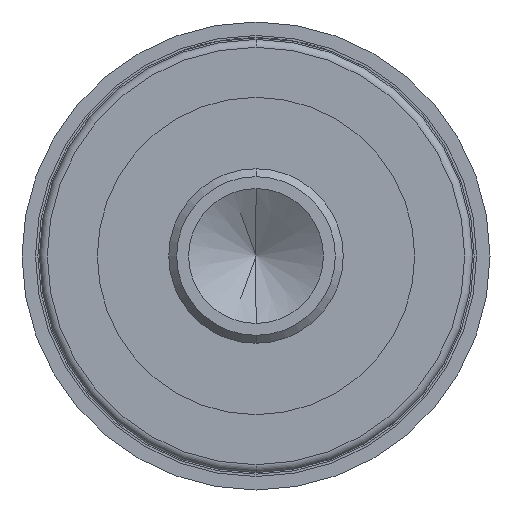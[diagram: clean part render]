
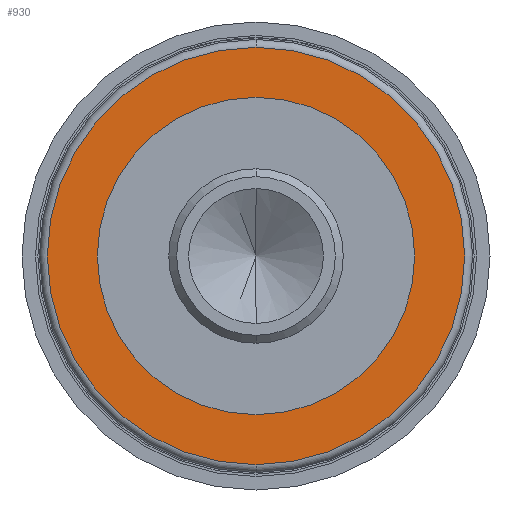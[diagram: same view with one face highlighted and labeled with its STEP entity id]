
A CAD part, front view. The second image highlights one B-rep face of the part: STEP entity #930.
In plain terms, the highlighted planar face has unit normal (0, -1, 0).
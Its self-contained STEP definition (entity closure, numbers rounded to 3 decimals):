
#18 = CIRCLE ( 'NONE', #666, 2.63 ) ;
#48 = FACE_BOUND ( 'NONE', #2142, .T. ) ;
#230 = ORIENTED_EDGE ( 'NONE', *, *, #879, .T. ) ;
#256 = FACE_OUTER_BOUND ( 'NONE', #2175, .T. ) ;
#477 = CARTESIAN_POINT ( 'NONE',  ( 0., 9., 0. ) ) ;
#624 = DIRECTION ( 'NONE',  ( 0., -1., 0. ) ) ;
#666 = AXIS2_PLACEMENT_3D ( 'NONE', #1656, #802, #1381 ) ;
#695 = ORIENTED_EDGE ( 'NONE', *, *, #2878, .T. ) ;
#726 = CIRCLE ( 'NONE', #2539, 2.63 ) ;
#775 = DIRECTION ( 'NONE',  ( 0., 0., -1. ) ) ;
#802 = DIRECTION ( 'NONE',  ( 0., -1., 0. ) ) ;
#833 = DIRECTION ( 'NONE',  ( 0., 0., -1. ) ) ;
#879 = EDGE_CURVE ( 'Defeature ausgef�hrt2_10+Defeature ausgef�hrt2_13+Defeature ausgef�hrt2_13+Defeature ausgef�hrt2_13', #1615, #1760, #726, .T. ) ;
#880 = DIRECTION ( 'NONE',  ( 0., 0., -1. ) ) ;
#930 = ADVANCED_FACE ( 'Defeature ausgef�hrt2_10', ( #256, #48 ), #3186, .T. ) ;
#1034 = VERTEX_POINT ( 'NONE', #3409 ) ;
#1072 = ORIENTED_EDGE ( 'NONE', *, *, #2219, .F. ) ;
#1381 = DIRECTION ( 'NONE',  ( 0., 0., -1. ) ) ;
#1425 = EDGE_CURVE ( 'Defeature ausgef�hrt2_14+Defeature ausgef�hrt2_10+Defeature ausgef�hrt2_10+Defeature ausgef�hrt2_10', #3289, #1034, #3016, .T. ) ;
#1471 = CARTESIAN_POINT ( 'NONE',  ( 0., 9., -2.63 ) ) ;
#1513 = AXIS2_PLACEMENT_3D ( 'NONE', #3463, #2884, #880 ) ;
#1556 = ORIENTED_EDGE ( 'NONE', *, *, #1425, .F. ) ;
#1615 = VERTEX_POINT ( 'NONE', #3091 ) ;
#1656 = CARTESIAN_POINT ( 'NONE',  ( 0., 9., 0. ) ) ;
#1697 = CARTESIAN_POINT ( 'NONE',  ( 0., 9., 0. ) ) ;
#1760 = VERTEX_POINT ( 'NONE', #1471 ) ;
#2142 = EDGE_LOOP ( 'NONE', ( #1072, #1556 ) ) ;
#2175 = EDGE_LOOP ( 'NONE', ( #695, #230 ) ) ;
#2219 = EDGE_CURVE ( 'Defeature ausgef�hrt2_14+Defeature ausgef�hrt2_10+Defeature ausgef�hrt2_10+Defeature ausgef�hrt2_10', #1034, #3289, #2775, .T. ) ;
#2317 = DIRECTION ( 'NONE',  ( 0., 0., -1. ) ) ;
#2356 = AXIS2_PLACEMENT_3D ( 'NONE', #1697, #2569, #2317 ) ;
#2538 = AXIS2_PLACEMENT_3D ( 'NONE', #3425, #624, #833 ) ;
#2539 = AXIS2_PLACEMENT_3D ( 'NONE', #477, #3355, #775 ) ;
#2569 = DIRECTION ( 'NONE',  ( 0., -1., 0. ) ) ;
#2775 = CIRCLE ( 'NONE', #2538, 2. ) ;
#2878 = EDGE_CURVE ( 'Defeature ausgef�hrt2_10+Defeature ausgef�hrt2_13+Defeature ausgef�hrt2_13+Defeature ausgef�hrt2_13', #1760, #1615, #18, .T. ) ;
#2884 = DIRECTION ( 'NONE',  ( 0., -1., 0. ) ) ;
#3016 = CIRCLE ( 'NONE', #2356, 2. ) ;
#3091 = CARTESIAN_POINT ( 'NONE',  ( 0., 9., 2.63 ) ) ;
#3186 = PLANE ( 'NONE',  #1513 ) ;
#3289 = VERTEX_POINT ( 'NONE', #3644 ) ;
#3355 = DIRECTION ( 'NONE',  ( 0., -1., 0. ) ) ;
#3409 = CARTESIAN_POINT ( 'NONE',  ( 0., 9., -2. ) ) ;
#3425 = CARTESIAN_POINT ( 'NONE',  ( 0., 9., 0. ) ) ;
#3463 = CARTESIAN_POINT ( 'NONE',  ( 2.73, 9., 0. ) ) ;
#3644 = CARTESIAN_POINT ( 'NONE',  ( 0., 9., 2. ) ) ;
